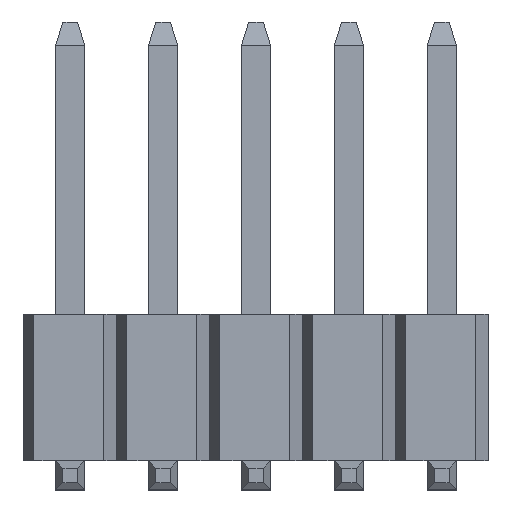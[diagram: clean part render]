
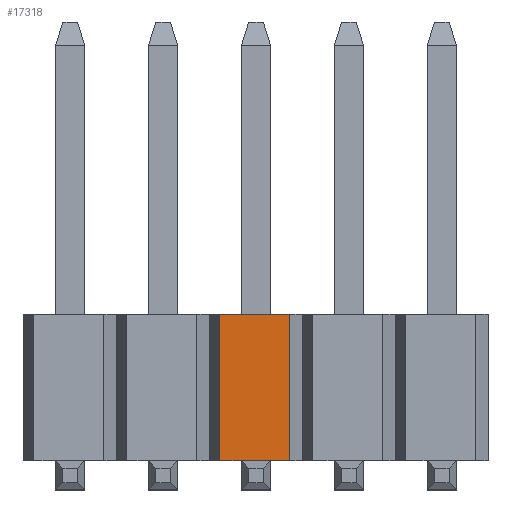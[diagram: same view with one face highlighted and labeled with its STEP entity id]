
A CAD part, front view. The second image highlights one B-rep face of the part: STEP entity #17318.
In plain terms, the highlighted planar face has unit normal (0, -1, 0).
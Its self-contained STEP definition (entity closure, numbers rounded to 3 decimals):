
#317 = PLANE('',#318);
#318 = AXIS2_PLACEMENT_3D('',#319,#320,#321);
#319 = CARTESIAN_POINT('',(-2.537,0.047,
    2.4));
#320 = DIRECTION('',(0.,0.,1.));
#321 = DIRECTION('',(1.,0.,0.));
#5530 = VERTEX_POINT('',#5531);
#5531 = CARTESIAN_POINT('',(-0.495,-1.449,
    2.4));
#5545 = PLANE('',#5546);
#5546 = AXIS2_PLACEMENT_3D('',#5547,#5548,#5549);
#5547 = CARTESIAN_POINT('',(-0.563,-1.299,
    0.4));
#5548 = DIRECTION('',(-0.912,-0.41,
    0.));
#5549 = DIRECTION('',(0.41,-0.912,0.
    ));
#5557 = EDGE_CURVE('',#5558,#5530,#5560,.T.);
#5558 = VERTEX_POINT('',#5559);
#5559 = CARTESIAN_POINT('',(0.465,-1.449,2.4
    ));
#5560 = SURFACE_CURVE('',#5561,(#5565,#5572),.PCURVE_S1.);
#5561 = LINE('',#5562,#5563);
#5562 = CARTESIAN_POINT('',(0.465,-1.449,2.4
    ));
#5563 = VECTOR('',#5564,1.);
#5564 = DIRECTION('',(-1.,0.,0.));
#5565 = PCURVE('',#317,#5566);
#5566 = DEFINITIONAL_REPRESENTATION('',(#5567),#5571);
#5567 = LINE('',#5568,#5569);
#5568 = CARTESIAN_POINT('',(3.002,-1.496));
#5569 = VECTOR('',#5570,1.);
#5570 = DIRECTION('',(-1.,0.));
#5571 = ( GEOMETRIC_REPRESENTATION_CONTEXT(2) 
PARAMETRIC_REPRESENTATION_CONTEXT() REPRESENTATION_CONTEXT('2D SPACE',''
  ) );
#5572 = PCURVE('',#5573,#5578);
#5573 = PLANE('',#5574);
#5574 = AXIS2_PLACEMENT_3D('',#5575,#5576,#5577);
#5575 = CARTESIAN_POINT('',(-0.015,-1.449,
    0.4));
#5576 = DIRECTION('',(0.,-1.,0.));
#5577 = DIRECTION('',(1.,0.,0.));
#5578 = DEFINITIONAL_REPRESENTATION('',(#5579),#5583);
#5579 = LINE('',#5580,#5581);
#5580 = CARTESIAN_POINT('',(0.48,2.));
#5581 = VECTOR('',#5582,1.);
#5582 = DIRECTION('',(-1.,0.));
#5583 = ( GEOMETRIC_REPRESENTATION_CONTEXT(2) 
PARAMETRIC_REPRESENTATION_CONTEXT() REPRESENTATION_CONTEXT('2D SPACE',''
  ) );
#5601 = PLANE('',#5602);
#5602 = AXIS2_PLACEMENT_3D('',#5603,#5604,#5605);
#5603 = CARTESIAN_POINT('',(0.552,-1.299,0.4
    ));
#5604 = DIRECTION('',(0.864,-0.504,0.
    ));
#5605 = DIRECTION('',(0.504,0.864,0.
    ));
#6714 = PLANE('',#6715);
#6715 = AXIS2_PLACEMENT_3D('',#6716,#6717,#6718);
#6716 = CARTESIAN_POINT('',(-2.537,0.047,
    0.4));
#6717 = DIRECTION('',(0.,0.,1.));
#6718 = DIRECTION('',(1.,0.,0.));
#9234 = VERTEX_POINT('',#9235);
#9235 = CARTESIAN_POINT('',(-0.195,-1.449,
    0.4));
#9249 = PLANE('',#9250);
#9250 = AXIS2_PLACEMENT_3D('',#9251,#9252,#9253);
#9251 = CARTESIAN_POINT('',(-0.195,-1.634,
    0.4));
#9252 = DIRECTION('',(0.,0.,1.));
#9253 = DIRECTION('',(0.,-1.,0.));
#9400 = PLANE('',#9401);
#9401 = AXIS2_PLACEMENT_3D('',#9402,#9403,#9404);
#9402 = CARTESIAN_POINT('',(-2.537,0.047,
    0.4));
#9403 = DIRECTION('',(0.,0.,1.));
#9404 = DIRECTION('',(1.,0.,0.));
#9652 = VERTEX_POINT('',#9653);
#9653 = CARTESIAN_POINT('',(0.205,-1.449,0.4
    ));
#10089 = EDGE_CURVE('',#9652,#9234,#10090,.T.);
#10090 = SURFACE_CURVE('',#10091,(#10095,#10102),.PCURVE_S1.);
#10091 = LINE('',#10092,#10093);
#10092 = CARTESIAN_POINT('',(0.465,-1.449,
    0.4));
#10093 = VECTOR('',#10094,1.);
#10094 = DIRECTION('',(-1.,0.,0.));
#10095 = PCURVE('',#9249,#10096);
#10096 = DEFINITIONAL_REPRESENTATION('',(#10097),#10101);
#10097 = LINE('',#10098,#10099);
#10098 = CARTESIAN_POINT('',(-0.185,0.66));
#10099 = VECTOR('',#10100,1.);
#10100 = DIRECTION('',(0.,-1.));
#10101 = ( GEOMETRIC_REPRESENTATION_CONTEXT(2) 
PARAMETRIC_REPRESENTATION_CONTEXT() REPRESENTATION_CONTEXT('2D SPACE',''
  ) );
#10102 = PCURVE('',#5573,#10103);
#10103 = DEFINITIONAL_REPRESENTATION('',(#10104),#10108);
#10104 = LINE('',#10105,#10106);
#10105 = CARTESIAN_POINT('',(0.48,0.));
#10106 = VECTOR('',#10107,1.);
#10107 = DIRECTION('',(-1.,0.));
#10108 = ( GEOMETRIC_REPRESENTATION_CONTEXT(2) 
PARAMETRIC_REPRESENTATION_CONTEXT() REPRESENTATION_CONTEXT('2D SPACE',''
  ) );
#11435 = VERTEX_POINT('',#11436);
#11436 = CARTESIAN_POINT('',(0.465,-1.449,
    0.4));
#11457 = EDGE_CURVE('',#11435,#9652,#11458,.T.);
#11458 = SURFACE_CURVE('',#11459,(#11463,#11470),.PCURVE_S1.);
#11459 = LINE('',#11460,#11461);
#11460 = CARTESIAN_POINT('',(0.465,-1.449,
    0.4));
#11461 = VECTOR('',#11462,1.);
#11462 = DIRECTION('',(-1.,0.,0.));
#11463 = PCURVE('',#6714,#11464);
#11464 = DEFINITIONAL_REPRESENTATION('',(#11465),#11469);
#11465 = LINE('',#11466,#11467);
#11466 = CARTESIAN_POINT('',(3.002,-1.496));
#11467 = VECTOR('',#11468,1.);
#11468 = DIRECTION('',(-1.,0.));
#11469 = ( GEOMETRIC_REPRESENTATION_CONTEXT(2) 
PARAMETRIC_REPRESENTATION_CONTEXT() REPRESENTATION_CONTEXT('2D SPACE',''
  ) );
#11470 = PCURVE('',#5573,#11471);
#11471 = DEFINITIONAL_REPRESENTATION('',(#11472),#11476);
#11472 = LINE('',#11473,#11474);
#11473 = CARTESIAN_POINT('',(0.48,0.));
#11474 = VECTOR('',#11475,1.);
#11475 = DIRECTION('',(-1.,0.));
#11476 = ( GEOMETRIC_REPRESENTATION_CONTEXT(2) 
PARAMETRIC_REPRESENTATION_CONTEXT() REPRESENTATION_CONTEXT('2D SPACE',''
  ) );
#14074 = EDGE_CURVE('',#9234,#14075,#14077,.T.);
#14075 = VERTEX_POINT('',#14076);
#14076 = CARTESIAN_POINT('',(-0.495,-1.449,
    0.4));
#14077 = SURFACE_CURVE('',#14078,(#14082,#14089),.PCURVE_S1.);
#14078 = LINE('',#14079,#14080);
#14079 = CARTESIAN_POINT('',(0.465,-1.449,
    0.4));
#14080 = VECTOR('',#14081,1.);
#14081 = DIRECTION('',(-1.,0.,0.));
#14082 = PCURVE('',#9400,#14083);
#14083 = DEFINITIONAL_REPRESENTATION('',(#14084),#14088);
#14084 = LINE('',#14085,#14086);
#14085 = CARTESIAN_POINT('',(3.002,-1.496));
#14086 = VECTOR('',#14087,1.);
#14087 = DIRECTION('',(-1.,0.));
#14088 = ( GEOMETRIC_REPRESENTATION_CONTEXT(2) 
PARAMETRIC_REPRESENTATION_CONTEXT() REPRESENTATION_CONTEXT('2D SPACE',''
  ) );
#14089 = PCURVE('',#5573,#14090);
#14090 = DEFINITIONAL_REPRESENTATION('',(#14091),#14095);
#14091 = LINE('',#14092,#14093);
#14092 = CARTESIAN_POINT('',(0.48,0.));
#14093 = VECTOR('',#14094,1.);
#14094 = DIRECTION('',(-1.,0.));
#14095 = ( GEOMETRIC_REPRESENTATION_CONTEXT(2) 
PARAMETRIC_REPRESENTATION_CONTEXT() REPRESENTATION_CONTEXT('2D SPACE',''
  ) );
#17296 = EDGE_CURVE('',#11435,#5558,#17297,.T.);
#17297 = SURFACE_CURVE('',#17298,(#17302,#17309),.PCURVE_S1.);
#17298 = LINE('',#17299,#17300);
#17299 = CARTESIAN_POINT('',(0.465,-1.449,
    0.4));
#17300 = VECTOR('',#17301,1.);
#17301 = DIRECTION('',(0.,0.,1.));
#17302 = PCURVE('',#5601,#17303);
#17303 = DEFINITIONAL_REPRESENTATION('',(#17304),#17308);
#17304 = LINE('',#17305,#17306);
#17305 = CARTESIAN_POINT('',(-0.174,0.));
#17306 = VECTOR('',#17307,1.);
#17307 = DIRECTION('',(0.,1.));
#17308 = ( GEOMETRIC_REPRESENTATION_CONTEXT(2) 
PARAMETRIC_REPRESENTATION_CONTEXT() REPRESENTATION_CONTEXT('2D SPACE',''
  ) );
#17309 = PCURVE('',#5573,#17310);
#17310 = DEFINITIONAL_REPRESENTATION('',(#17311),#17315);
#17311 = LINE('',#17312,#17313);
#17312 = CARTESIAN_POINT('',(0.48,0.));
#17313 = VECTOR('',#17314,1.);
#17314 = DIRECTION('',(0.,1.));
#17315 = ( GEOMETRIC_REPRESENTATION_CONTEXT(2) 
PARAMETRIC_REPRESENTATION_CONTEXT() REPRESENTATION_CONTEXT('2D SPACE',''
  ) );
#17318 = ADVANCED_FACE('',(#17319),#5573,.T.);
#17319 = FACE_BOUND('',#17320,.T.);
#17320 = EDGE_LOOP('',(#17321,#17322,#17343,#17344,#17345,#17346));
#17321 = ORIENTED_EDGE('',*,*,#5557,.T.);
#17322 = ORIENTED_EDGE('',*,*,#17323,.F.);
#17323 = EDGE_CURVE('',#14075,#5530,#17324,.T.);
#17324 = SURFACE_CURVE('',#17325,(#17329,#17336),.PCURVE_S1.);
#17325 = LINE('',#17326,#17327);
#17326 = CARTESIAN_POINT('',(-0.495,-1.449,
    0.4));
#17327 = VECTOR('',#17328,1.);
#17328 = DIRECTION('',(0.,0.,1.));
#17329 = PCURVE('',#5573,#17330);
#17330 = DEFINITIONAL_REPRESENTATION('',(#17331),#17335);
#17331 = LINE('',#17332,#17333);
#17332 = CARTESIAN_POINT('',(-0.48,0.));
#17333 = VECTOR('',#17334,1.);
#17334 = DIRECTION('',(0.,1.));
#17335 = ( GEOMETRIC_REPRESENTATION_CONTEXT(2) 
PARAMETRIC_REPRESENTATION_CONTEXT() REPRESENTATION_CONTEXT('2D SPACE',''
  ) );
#17336 = PCURVE('',#5545,#17337);
#17337 = DEFINITIONAL_REPRESENTATION('',(#17338),#17342);
#17338 = LINE('',#17339,#17340);
#17339 = CARTESIAN_POINT('',(0.164,0.));
#17340 = VECTOR('',#17341,1.);
#17341 = DIRECTION('',(0.,1.));
#17342 = ( GEOMETRIC_REPRESENTATION_CONTEXT(2) 
PARAMETRIC_REPRESENTATION_CONTEXT() REPRESENTATION_CONTEXT('2D SPACE',''
  ) );
#17343 = ORIENTED_EDGE('',*,*,#14074,.F.);
#17344 = ORIENTED_EDGE('',*,*,#10089,.F.);
#17345 = ORIENTED_EDGE('',*,*,#11457,.F.);
#17346 = ORIENTED_EDGE('',*,*,#17296,.T.);
